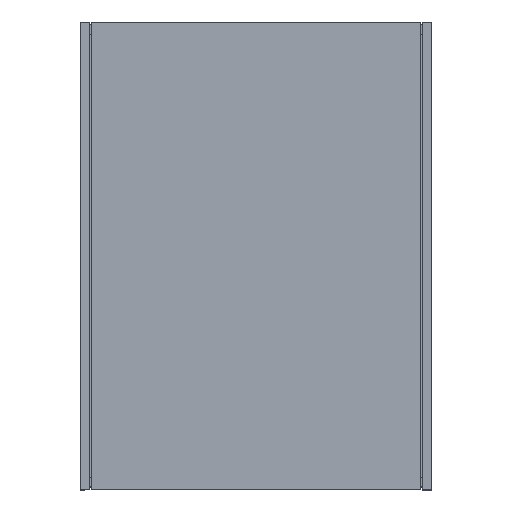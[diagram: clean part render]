
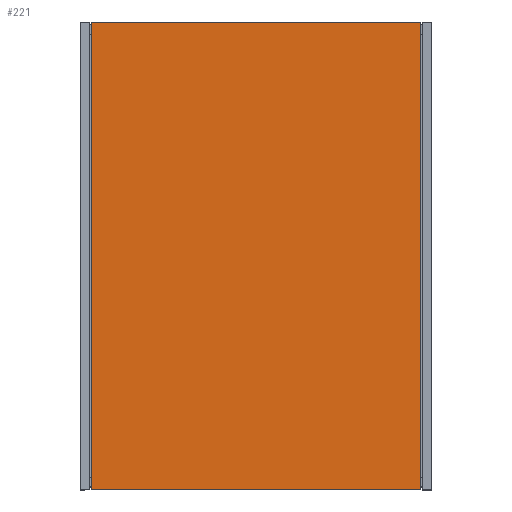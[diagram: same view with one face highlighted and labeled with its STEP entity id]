
A CAD part, top view. The second image highlights one B-rep face of the part: STEP entity #221.
In plain terms, the highlighted planar face has unit normal (0, 0, 1).
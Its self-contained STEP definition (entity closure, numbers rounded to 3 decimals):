
#22 = CARTESIAN_POINT ( 'NONE',  ( 282., -400., 130. ) ) ;
#28 = ORIENTED_EDGE ( 'NONE', *, *, #381, .F. ) ;
#35 = LINE ( 'NONE', #832, #770 ) ;
#46 = PLANE ( 'NONE',  #406 ) ;
#87 = DIRECTION ( 'NONE',  ( 1., 0., 0. ) ) ;
#102 = LINE ( 'NONE', #867, #571 ) ;
#113 = DIRECTION ( 'NONE',  ( 0., 0., 1. ) ) ;
#128 = EDGE_CURVE ( 'NONE', #667, #308, #102, .T. ) ;
#145 = VECTOR ( 'NONE', #577, 1000. ) ;
#197 = DIRECTION ( 'NONE',  ( 0., 1., 0. ) ) ;
#221 = ADVANCED_FACE ( 'NONE', ( #898 ), #46, .T. ) ;
#237 = CARTESIAN_POINT ( 'NONE',  ( -282., 400., 130. ) ) ;
#261 = VERTEX_POINT ( 'NONE', #828 ) ;
#266 = VECTOR ( 'NONE', #87, 1000. ) ;
#306 = ORIENTED_EDGE ( 'NONE', *, *, #128, .T. ) ;
#308 = VERTEX_POINT ( 'NONE', #768 ) ;
#377 = LINE ( 'NONE', #22, #145 ) ;
#381 = EDGE_CURVE ( 'NONE', #667, #761, #35, .T. ) ;
#389 = LINE ( 'NONE', #647, #266 ) ;
#406 = AXIS2_PLACEMENT_3D ( 'NONE', #618, #113, #479 ) ;
#479 = DIRECTION ( 'NONE',  ( 1., 0., 0. ) ) ;
#484 = EDGE_LOOP ( 'NONE', ( #645, #28, #306, #617 ) ) ;
#515 = CARTESIAN_POINT ( 'NONE',  ( -282., -400., 130. ) ) ;
#571 = VECTOR ( 'NONE', #659, 1000. ) ;
#577 = DIRECTION ( 'NONE',  ( 0., 1., 0. ) ) ;
#591 = EDGE_CURVE ( 'NONE', #761, #261, #389, .T. ) ;
#606 = EDGE_CURVE ( 'NONE', #308, #261, #377, .T. ) ;
#617 = ORIENTED_EDGE ( 'NONE', *, *, #606, .T. ) ;
#618 = CARTESIAN_POINT ( 'NONE',  ( -282., -400., 130. ) ) ;
#645 = ORIENTED_EDGE ( 'NONE', *, *, #591, .F. ) ;
#647 = CARTESIAN_POINT ( 'NONE',  ( -282., 400., 130. ) ) ;
#659 = DIRECTION ( 'NONE',  ( 1., 0., 0. ) ) ;
#667 = VERTEX_POINT ( 'NONE', #515 ) ;
#761 = VERTEX_POINT ( 'NONE', #237 ) ;
#768 = CARTESIAN_POINT ( 'NONE',  ( 282., -400., 130. ) ) ;
#770 = VECTOR ( 'NONE', #197, 1000. ) ;
#828 = CARTESIAN_POINT ( 'NONE',  ( 282., 400., 130. ) ) ;
#832 = CARTESIAN_POINT ( 'NONE',  ( -282., -400., 130. ) ) ;
#867 = CARTESIAN_POINT ( 'NONE',  ( -282., -400., 130. ) ) ;
#898 = FACE_OUTER_BOUND ( 'NONE', #484, .T. ) ;
